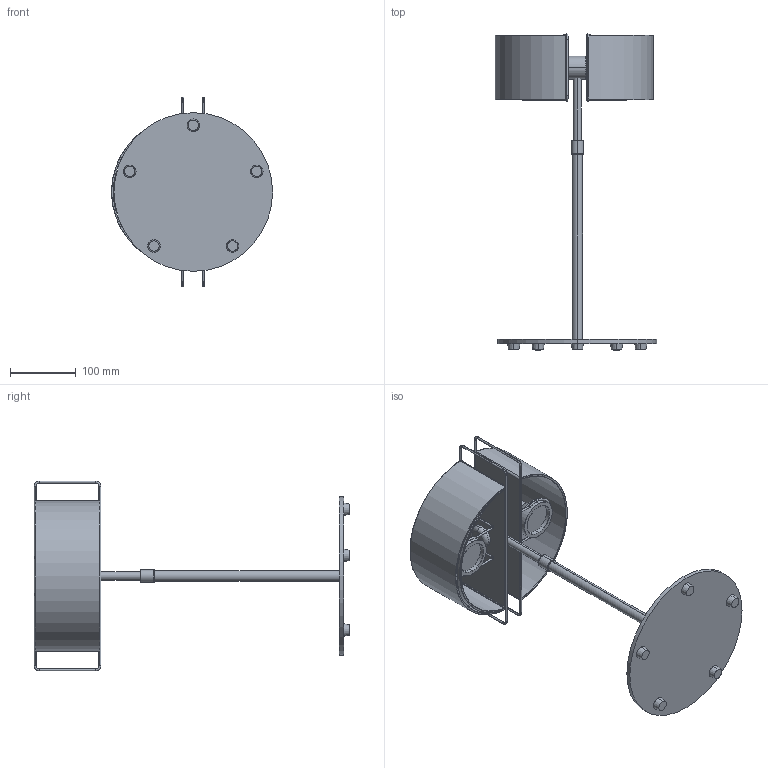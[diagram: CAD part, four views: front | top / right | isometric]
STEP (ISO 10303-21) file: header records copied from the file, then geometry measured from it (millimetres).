
FILE_DESCRIPTION (( 'STEP AP203' ), '1' );
FILE_NAME ('Gloss_Table_Assem_R1.STEP', '2016-08-08T21:45:41', ( '' ), ( '' ), 'SwSTEP 2.0', 'SolidWorks 2015', '' );
FILE_SCHEMA (( 'CONFIG_CONTROL_DESIGN' ));
Length unit declared in the file: inch
Products named in the file (3): Gloss_Table_R1_fully collapsed; Gloss_Shade+Bulb_R1; Gloss_Table_Assem_R1
Assembly tree (2 placements, depth 2):
  Gloss_Table_Assem_R1
    Gloss_Table_R1_fully collapsed
    Gloss_Shade+Bulb_R1
Bounding box: 245.27 x 480.31 x 288.93 mm (x, y, z)
Volume: 1021461.9 mm3; surface area: 550690 mm2
Topology: 23 solids, 23 shells, 282 faces, 631 edges, 390 vertices
Faces by surface type: cylinder 101, torus 100, plane 71, cone 10
Entity records: 8370 total; most frequent: DIRECTION 1611, CARTESIAN_POINT 1428, ORIENTED_EDGE 1262, AXIS2_PLACEMENT_3D 717, EDGE_CURVE 631, CIRCLE 430, VERTEX_POINT 390, EDGE_LOOP 307
